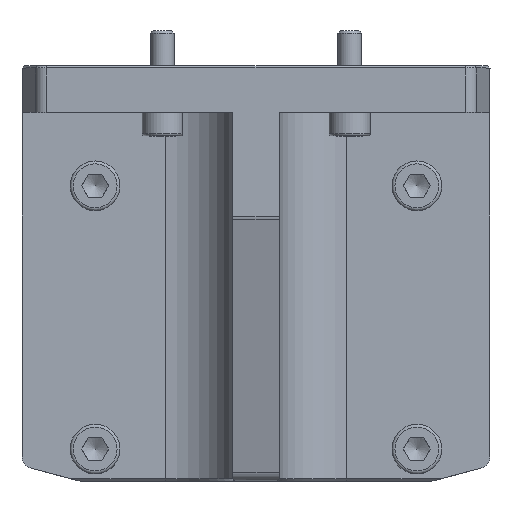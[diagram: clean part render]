
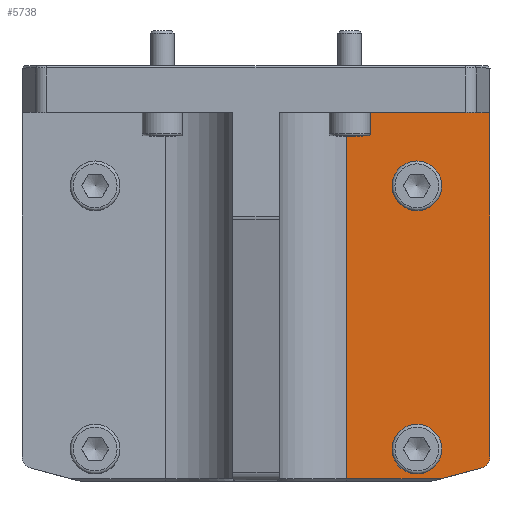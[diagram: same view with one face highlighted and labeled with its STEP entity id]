
A CAD part, top view. The second image highlights one B-rep face of the part: STEP entity #5738.
In plain terms, the highlighted planar face has unit normal (0, 0, 1).
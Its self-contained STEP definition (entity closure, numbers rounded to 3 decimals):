
#338=LINE('',#9320,#700);
#344=LINE('',#9338,#706);
#345=LINE('',#9342,#707);
#346=LINE('',#9346,#708);
#347=LINE('',#9347,#709);
#700=VECTOR('',#7410,10.);
#706=VECTOR('',#7426,10.);
#707=VECTOR('',#7431,10.);
#708=VECTOR('',#7434,10.);
#709=VECTOR('',#7435,10.);
#1008=FACE_BOUND('',#1545,.T.);
#1009=FACE_BOUND('',#1546,.T.);
#1215=FACE_OUTER_BOUND('',#1544,.T.);
#1544=EDGE_LOOP('',(#4257,#4258,#4259,#4260,#4261,#4262));
#1545=EDGE_LOOP('',(#4263,#4264));
#1546=EDGE_LOOP('',(#4265,#4266));
#1904=CIRCLE('',#6146,4.25);
#1905=CIRCLE('',#6147,4.25);
#1922=CIRCLE('',#6179,4.25);
#1923=CIRCLE('',#6180,4.25);
#1959=CIRCLE('',#6252,2.);
#2360=VERTEX_POINT('',#9019);
#2361=VERTEX_POINT('',#9020);
#2390=VERTEX_POINT('',#9119);
#2391=VERTEX_POINT('',#9120);
#2443=VERTEX_POINT('',#9303);
#2449=VERTEX_POINT('',#9318);
#2456=VERTEX_POINT('',#9337);
#2457=VERTEX_POINT('',#9341);
#2458=VERTEX_POINT('',#9343);
#2459=VERTEX_POINT('',#9345);
#2973=EDGE_CURVE('',#2360,#2361,#1904,.T.);
#2974=EDGE_CURVE('',#2361,#2360,#1905,.T.);
#3014=EDGE_CURVE('',#2390,#2391,#1922,.T.);
#3015=EDGE_CURVE('',#2391,#2390,#1923,.T.);
#3096=EDGE_CURVE('',#2449,#2443,#338,.T.);
#3105=EDGE_CURVE('',#2443,#2456,#344,.T.);
#3107=EDGE_CURVE('',#2457,#2449,#345,.T.);
#3108=EDGE_CURVE('',#2458,#2457,#1959,.T.);
#3109=EDGE_CURVE('',#2459,#2458,#346,.T.);
#3110=EDGE_CURVE('',#2456,#2459,#347,.T.);
#4257=ORIENTED_EDGE('',*,*,#3096,.F.);
#4258=ORIENTED_EDGE('',*,*,#3107,.F.);
#4259=ORIENTED_EDGE('',*,*,#3108,.F.);
#4260=ORIENTED_EDGE('',*,*,#3109,.F.);
#4261=ORIENTED_EDGE('',*,*,#3110,.F.);
#4262=ORIENTED_EDGE('',*,*,#3105,.F.);
#4263=ORIENTED_EDGE('',*,*,#2973,.T.);
#4264=ORIENTED_EDGE('',*,*,#2974,.T.);
#4265=ORIENTED_EDGE('',*,*,#3014,.T.);
#4266=ORIENTED_EDGE('',*,*,#3015,.T.);
#5243=PLANE('',#6251);
#5738=ADVANCED_FACE('',(#1215,#1008,#1009),#5243,.T.);
#6146=AXIS2_PLACEMENT_3D('',#9021,#7163,#7164);
#6147=AXIS2_PLACEMENT_3D('',#9022,#7165,#7166);
#6179=AXIS2_PLACEMENT_3D('',#9121,#7245,#7246);
#6180=AXIS2_PLACEMENT_3D('',#9122,#7247,#7248);
#6251=AXIS2_PLACEMENT_3D('',#9340,#7429,#7430);
#6252=AXIS2_PLACEMENT_3D('',#9344,#7432,#7433);
#7163=DIRECTION('center_axis',(0.,0.,
-1.));
#7164=DIRECTION('ref_axis',(0.,1.,0.));
#7165=DIRECTION('center_axis',(0.,0.,
-1.));
#7166=DIRECTION('ref_axis',(0.,1.,0.));
#7245=DIRECTION('center_axis',(0.,0.,
-1.));
#7246=DIRECTION('ref_axis',(0.,1.,0.));
#7247=DIRECTION('center_axis',(0.,0.,
-1.));
#7248=DIRECTION('ref_axis',(0.,1.,0.));
#7410=DIRECTION('',(-1.,0.,0.));
#7426=DIRECTION('',(0.,1.,0.));
#7429=DIRECTION('center_axis',(0.,0.,
1.));
#7430=DIRECTION('ref_axis',(-1.,0.,0.));
#7431=DIRECTION('',(-0.966,-0.259,0.));
#7432=DIRECTION('center_axis',(0.,0.,
-1.));
#7433=DIRECTION('ref_axis',(0.793,-0.609,0.));
#7434=DIRECTION('',(0.,-1.,0.));
#7435=DIRECTION('',(1.,0.,0.));
#9019=CARTESIAN_POINT('',(-1504.3,212.75,78.));
#9020=CARTESIAN_POINT('',(-1504.3,204.25,78.));
#9021=CARTESIAN_POINT('Origin',(-1504.3,208.5,78.));
#9022=CARTESIAN_POINT('Origin',(-1504.3,208.5,78.));
#9119=CARTESIAN_POINT('',(-1504.3,257.75,78.));
#9120=CARTESIAN_POINT('',(-1504.3,249.25,78.));
#9121=CARTESIAN_POINT('Origin',(-1504.3,253.5,78.));
#9122=CARTESIAN_POINT('Origin',(-1504.3,253.5,78.));
#9303=CARTESIAN_POINT('',(-1516.3,203.4,78.));
#9318=CARTESIAN_POINT('',(-1500.307,203.4,78.));
#9320=CARTESIAN_POINT('',(-1511.8,203.4,78.));
#9337=CARTESIAN_POINT('',(-1516.3,266.,78.));
#9338=CARTESIAN_POINT('',(-1516.3,266.,78.));
#9340=CARTESIAN_POINT('Origin',(-1491.8,266.,78.));
#9341=CARTESIAN_POINT('',(-1493.282,205.282,78.));
#9342=CARTESIAN_POINT('',(-1486.76,207.03,78.));
#9343=CARTESIAN_POINT('',(-1491.8,207.214,78.));
#9344=CARTESIAN_POINT('Origin',(-1493.8,207.214,78.));
#9345=CARTESIAN_POINT('',(-1491.8,266.,78.));
#9346=CARTESIAN_POINT('',(-1491.8,266.,78.));
#9347=CARTESIAN_POINT('',(-1511.8,266.,78.));
